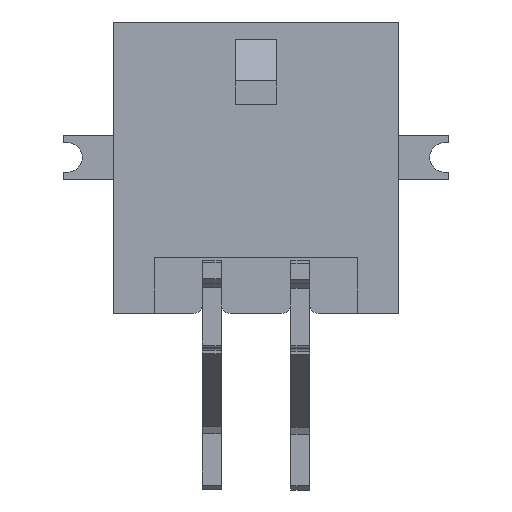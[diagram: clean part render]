
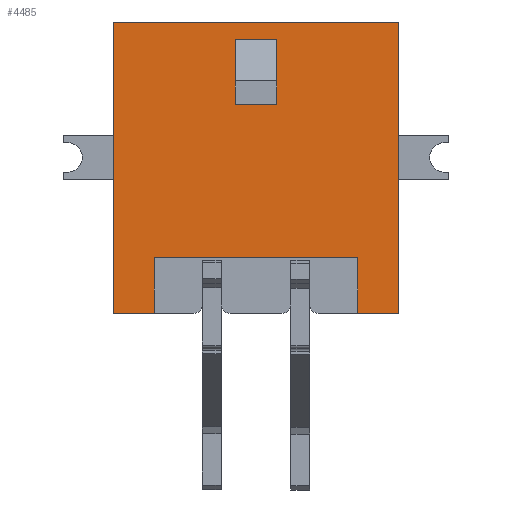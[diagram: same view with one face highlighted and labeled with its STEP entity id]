
A CAD part, left-side view. The second image highlights one B-rep face of the part: STEP entity #4485.
In plain terms, the highlighted planar face has unit normal (-1, 0, 0).
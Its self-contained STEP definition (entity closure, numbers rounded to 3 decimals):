
#532=ORIENTED_EDGE('',*,*,#1735,.T.);
#533=ORIENTED_EDGE('',*,*,#1736,.T.);
#534=ORIENTED_EDGE('',*,*,#1737,.F.);
#535=ORIENTED_EDGE('',*,*,#1738,.F.);
#536=ORIENTED_EDGE('',*,*,#1739,.F.);
#537=ORIENTED_EDGE('',*,*,#1703,.F.);
#538=ORIENTED_EDGE('',*,*,#1727,.T.);
#539=ORIENTED_EDGE('',*,*,#1521,.T.);
#540=ORIENTED_EDGE('',*,*,#1729,.F.);
#541=ORIENTED_EDGE('',*,*,#1711,.F.);
#542=ORIENTED_EDGE('',*,*,#1740,.F.);
#543=ORIENTED_EDGE('',*,*,#1741,.F.);
#1521=EDGE_CURVE('',#2164,#2163,#2610,.T.);
#1703=EDGE_CURVE('',#2300,#2296,#2776,.T.);
#1711=EDGE_CURVE('',#2306,#2307,#2784,.T.);
#1727=EDGE_CURVE('',#2300,#2164,#2800,.T.);
#1729=EDGE_CURVE('',#2307,#2163,#2802,.T.);
#1735=EDGE_CURVE('',#2317,#2318,#2808,.T.);
#1736=EDGE_CURVE('',#2318,#2319,#2809,.T.);
#1737=EDGE_CURVE('',#2320,#2319,#2810,.T.);
#1738=EDGE_CURVE('',#2317,#2320,#2811,.T.);
#1739=EDGE_CURVE('',#2296,#2321,#2812,.T.);
#1740=EDGE_CURVE('',#2322,#2306,#2813,.T.);
#1741=EDGE_CURVE('',#2321,#2322,#2814,.T.);
#2163=VERTEX_POINT('',#6339);
#2164=VERTEX_POINT('',#6341);
#2296=VERTEX_POINT('',#6685);
#2300=VERTEX_POINT('',#6694);
#2306=VERTEX_POINT('',#6710);
#2307=VERTEX_POINT('',#6712);
#2317=VERTEX_POINT('',#6752);
#2318=VERTEX_POINT('',#6753);
#2319=VERTEX_POINT('',#6755);
#2320=VERTEX_POINT('',#6757);
#2321=VERTEX_POINT('',#6760);
#2322=VERTEX_POINT('',#6762);
#2610=LINE('',#6340,#3229);
#2776=LINE('',#6695,#3395);
#2784=LINE('',#6711,#3403);
#2800=LINE('',#6738,#3419);
#2802=LINE('',#6741,#3421);
#2808=LINE('',#6751,#3427);
#2809=LINE('',#6754,#3428);
#2810=LINE('',#6756,#3429);
#2811=LINE('',#6758,#3430);
#2812=LINE('',#6759,#3431);
#2813=LINE('',#6761,#3432);
#2814=LINE('',#6763,#3433);
#3229=VECTOR('',#5102,1000.);
#3395=VECTOR('',#5372,1000.);
#3403=VECTOR('',#5384,1000.);
#3419=VECTOR('',#5404,1000.);
#3421=VECTOR('',#5408,1000.);
#3427=VECTOR('',#5420,1000.);
#3428=VECTOR('',#5421,1000.);
#3429=VECTOR('',#5422,1000.);
#3430=VECTOR('',#5423,1000.);
#3431=VECTOR('',#5424,1000.);
#3432=VECTOR('',#5425,1000.);
#3433=VECTOR('',#5426,1000.);
#3807=EDGE_LOOP('',(#532,#533,#534,#535));
#3808=EDGE_LOOP('',(#536,#537,#538,#539,#540,#541,#542,#543));
#4046=FACE_BOUND('',#3807,.T.);
#4047=FACE_BOUND('',#3808,.T.);
#4269=PLANE('',#4776);
#4485=ADVANCED_FACE('',(#4046,#4047),#4269,.T.);
#4776=AXIS2_PLACEMENT_3D('',#6750,#5418,#5419);
#5102=DIRECTION('',(0.,1.,0.));
#5372=DIRECTION('',(0.,1.,0.));
#5384=DIRECTION('',(0.,1.,0.));
#5404=DIRECTION('',(0.,0.,1.));
#5408=DIRECTION('',(0.,0.,1.));
#5418=DIRECTION('',(-1.,0.,0.));
#5419=DIRECTION('',(0.,0.,1.));
#5420=DIRECTION('',(0.,0.,1.));
#5421=DIRECTION('',(0.,-1.,0.));
#5422=DIRECTION('',(0.,0.,1.));
#5423=DIRECTION('',(0.,-1.,0.));
#5424=DIRECTION('',(0.,0.,1.));
#5425=DIRECTION('',(0.,0.,-1.));
#5426=DIRECTION('',(0.,1.,0.));
#6339=CARTESIAN_POINT('',(-3.43,4.85,4.95));
#6340=CARTESIAN_POINT('',(-3.43,-4.85,4.95));
#6341=CARTESIAN_POINT('',(-3.43,-4.85,4.95));
#6685=CARTESIAN_POINT('',(-3.43,-3.45,-4.95));
#6694=CARTESIAN_POINT('',(-3.43,-4.85,-4.95));
#6695=CARTESIAN_POINT('',(-3.43,-4.85,-4.95));
#6710=CARTESIAN_POINT('',(-3.43,3.45,-4.95));
#6711=CARTESIAN_POINT('',(-3.43,-4.85,-4.95));
#6712=CARTESIAN_POINT('',(-3.43,4.85,-4.95));
#6738=CARTESIAN_POINT('',(-3.43,-4.85,-4.95));
#6741=CARTESIAN_POINT('',(-3.43,4.85,-4.95));
#6750=CARTESIAN_POINT('',(-3.43,-4.85,-4.95));
#6751=CARTESIAN_POINT('',(-3.43,0.7,2.15));
#6752=CARTESIAN_POINT('',(-3.43,0.7,2.15));
#6753=CARTESIAN_POINT('',(-3.43,0.7,4.35));
#6754=CARTESIAN_POINT('',(-3.43,0.7,4.35));
#6755=CARTESIAN_POINT('',(-3.43,-0.7,4.35));
#6756=CARTESIAN_POINT('',(-3.43,-0.7,2.15));
#6757=CARTESIAN_POINT('',(-3.43,-0.7,2.15));
#6758=CARTESIAN_POINT('',(-3.43,0.7,2.15));
#6759=CARTESIAN_POINT('',(-3.43,-3.45,-4.95));
#6760=CARTESIAN_POINT('',(-3.43,-3.45,-3.05));
#6761=CARTESIAN_POINT('',(-3.43,3.45,-3.05));
#6762=CARTESIAN_POINT('',(-3.43,3.45,-3.05));
#6763=CARTESIAN_POINT('',(-3.43,-3.45,-3.05));
